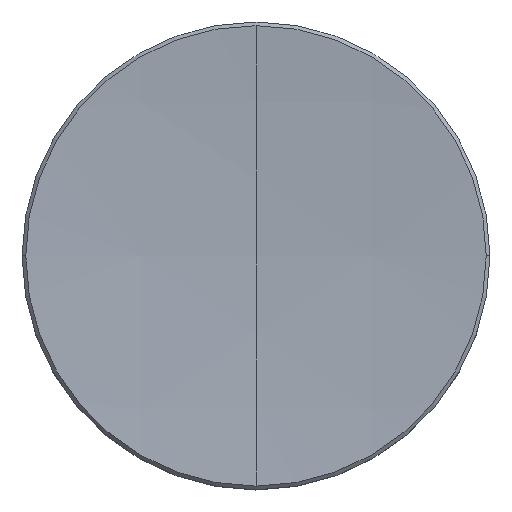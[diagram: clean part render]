
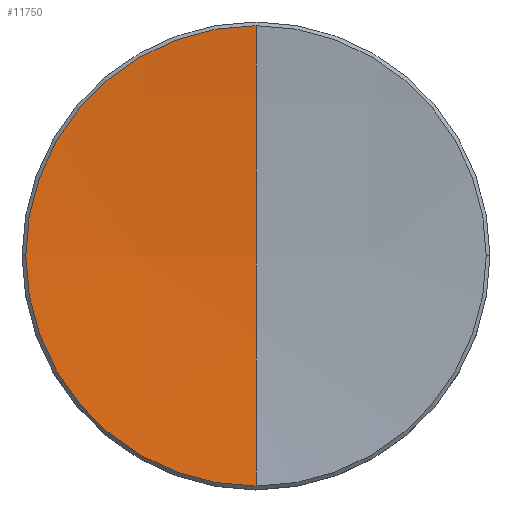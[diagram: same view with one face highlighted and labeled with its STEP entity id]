
A CAD part, top view. The second image highlights one B-rep face of the part: STEP entity #11750.
In plain terms, the highlighted spherical face has radius 150 mm.
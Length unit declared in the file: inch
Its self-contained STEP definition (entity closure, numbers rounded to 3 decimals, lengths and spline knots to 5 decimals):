
#4552 = CARTESIAN_POINT ( 'NONE',  ( -0.49215, 0., 0.13865 ) ) ;
#11692 = EDGE_LOOP ( 'NONE', ( #11735, #11747, #11743, #11714 ) ) ;
#11714 = ORIENTED_EDGE ( 'NONE', *, *, #11719, .F. ) ;
#11719 = EDGE_CURVE ( 'NONE', #12620, #11734, #16976, .T. ) ;
#11733 = VERTEX_POINT ( 'NONE', #17120 ) ;
#11734 = VERTEX_POINT ( 'NONE', #17119 ) ;
#11735 = ORIENTED_EDGE ( 'NONE', *, *, #12664, .T. ) ;
#11743 = ORIENTED_EDGE ( 'NONE', *, *, #11744, .T. ) ;
#11744 = EDGE_CURVE ( 'NONE', #11733, #11734, #17318, .T. ) ;
#11747 = ORIENTED_EDGE ( 'NONE', *, *, #11748, .T. ) ;
#11748 = EDGE_CURVE ( 'NONE', #12608, #11733, #17437, .T. ) ;
#11750 = ADVANCED_FACE ( 'NONE', ( #17313 ), #17346, .F. ) ;
#12608 = VERTEX_POINT ( 'NONE', #4552 ) ;
#12620 = VERTEX_POINT ( 'NONE', #13062 ) ;
#12664 = EDGE_CURVE ( 'NONE', #12620, #12608, #18859, .T. ) ;
#13062 = CARTESIAN_POINT ( 'NONE',  ( 0., 0.49215, 0.13865 ) ) ;
#16972 = DIRECTION ( 'NONE',  ( 0., 0., 1. ) ) ;
#16973 = DIRECTION ( 'NONE',  ( -1., 0., 0. ) ) ;
#16974 = CARTESIAN_POINT ( 'NONE',  ( 0., 0., 6.02362 ) ) ;
#16975 = AXIS2_PLACEMENT_3D ( 'NONE', #16974, #16973, #16972 ) ;
#16976 = CIRCLE ( 'NONE', #16975, 5.90551 ) ;
#17119 = CARTESIAN_POINT ( 'NONE',  ( 0., 0., 0.11811 ) ) ;
#17120 = CARTESIAN_POINT ( 'NONE',  ( 0., -0.49215, 0.13865 ) ) ;
#17313 = FACE_OUTER_BOUND ( 'NONE', #11692, .T. ) ;
#17314 = DIRECTION ( 'NONE',  ( 0., 1., 0. ) ) ;
#17315 = DIRECTION ( 'NONE',  ( 1., 0., 0. ) ) ;
#17316 = CARTESIAN_POINT ( 'NONE',  ( 0., 0., 6.02362 ) ) ;
#17317 = AXIS2_PLACEMENT_3D ( 'NONE', #17316, #17315, #17314 ) ;
#17318 = CIRCLE ( 'NONE', #17317, 5.90551 ) ;
#17319 = CARTESIAN_POINT ( 'NONE',  ( 0., 0., 0.13865 ) ) ;
#17341 = DIRECTION ( 'NONE',  ( 0., 1., 0. ) ) ;
#17342 = DIRECTION ( 'NONE',  ( 1., 0., 0. ) ) ;
#17343 = CARTESIAN_POINT ( 'NONE',  ( 0., 0., 6.02362 ) ) ;
#17344 = AXIS2_PLACEMENT_3D ( 'NONE', #17343, #17342, #17341 ) ;
#17346 = SPHERICAL_SURFACE ( 'NONE', #17344, 5.90551 ) ;
#17434 = DIRECTION ( 'NONE',  ( 1., 0., 0. ) ) ;
#17435 = DIRECTION ( 'NONE',  ( 0., 0., 1. ) ) ;
#17436 = AXIS2_PLACEMENT_3D ( 'NONE', #17319, #17435, #17434 ) ;
#17437 = CIRCLE ( 'NONE', #17436, 0.49215 ) ;
#18822 = AXIS2_PLACEMENT_3D ( 'NONE', #18860, #18861, #18857 ) ;
#18857 = DIRECTION ( 'NONE',  ( 1., 0., 0. ) ) ;
#18859 = CIRCLE ( 'NONE', #18822, 0.49215 ) ;
#18860 = CARTESIAN_POINT ( 'NONE',  ( 0., 0., 0.13865 ) ) ;
#18861 = DIRECTION ( 'NONE',  ( 0., 0., 1. ) ) ;
